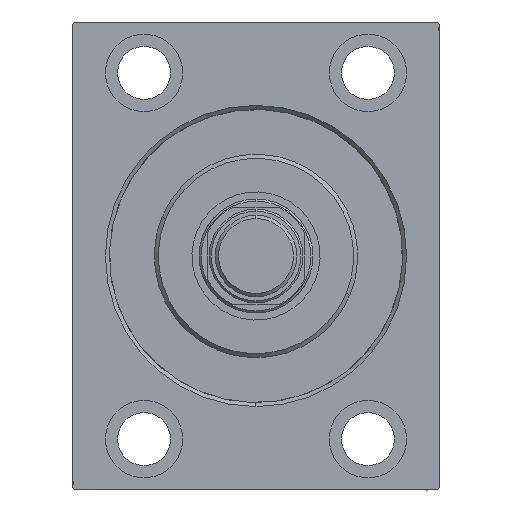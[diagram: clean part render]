
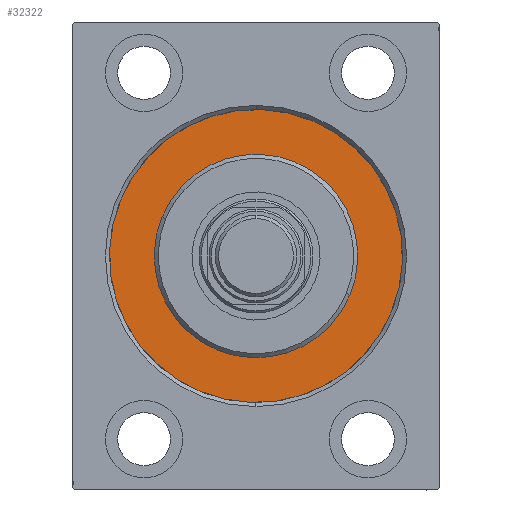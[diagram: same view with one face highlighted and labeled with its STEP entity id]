
A CAD part, left-side view. The second image highlights one B-rep face of the part: STEP entity #32322.
In plain terms, the highlighted face is planar.
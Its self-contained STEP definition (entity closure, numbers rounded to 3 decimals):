
#620 = EDGE_LOOP ( 'NONE', ( #9127, #21369 ) ) ;
#645 = CARTESIAN_POINT ( 'NONE',  ( 0., 0., 0. ) ) ;
#675 = CIRCLE ( 'NONE', #25845, 25. ) ;
#1094 = AXIS2_PLACEMENT_3D ( 'NONE', #9918, #16693, #27274 ) ;
#4829 = EDGE_CURVE ( 'NONE', #32330, #37958, #34193, .T. ) ;
#6609 = EDGE_CURVE ( 'NONE', #41129, #12987, #675, .T. ) ;
#7163 = DIRECTION ( 'NONE',  ( -1., 0., 0. ) ) ;
#7967 = CARTESIAN_POINT ( 'NONE',  ( 0., 0., -25. ) ) ;
#8471 = AXIS2_PLACEMENT_3D ( 'NONE', #27420, #23819, #44541 ) ;
#9127 = ORIENTED_EDGE ( 'NONE', *, *, #4829, .F. ) ;
#9565 = DIRECTION ( 'NONE',  ( 1., 0., 0. ) ) ;
#9918 = CARTESIAN_POINT ( 'NONE',  ( 0., 0., 0. ) ) ;
#10214 = EDGE_CURVE ( 'NONE', #37958, #32330, #42181, .T. ) ;
#12987 = VERTEX_POINT ( 'NONE', #7967 ) ;
#13919 = FACE_BOUND ( 'NONE', #30751, .T. ) ;
#16068 = ORIENTED_EDGE ( 'NONE', *, *, #6609, .F. ) ;
#16693 = DIRECTION ( 'NONE',  ( -1., 0., 0. ) ) ;
#17762 = FACE_OUTER_BOUND ( 'NONE', #620, .T. ) ;
#20465 = CARTESIAN_POINT ( 'NONE',  ( 0., 0., -36. ) ) ;
#21369 = ORIENTED_EDGE ( 'NONE', *, *, #10214, .F. ) ;
#22091 = AXIS2_PLACEMENT_3D ( 'NONE', #645, #7163, #30599 ) ;
#23819 = DIRECTION ( 'NONE',  ( 1., 0., 0. ) ) ;
#25751 = CIRCLE ( 'NONE', #8471, 25. ) ;
#25845 = AXIS2_PLACEMENT_3D ( 'NONE', #29407, #9565, #26704 ) ;
#26694 = CARTESIAN_POINT ( 'NONE',  ( 0., 0., 0. ) ) ;
#26704 = DIRECTION ( 'NONE',  ( 0., 0., -1. ) ) ;
#27274 = DIRECTION ( 'NONE',  ( 0., 0., 1. ) ) ;
#27420 = CARTESIAN_POINT ( 'NONE',  ( 0., 0., 0. ) ) ;
#27514 = CARTESIAN_POINT ( 'NONE',  ( 0., 0., 25. ) ) ;
#29407 = CARTESIAN_POINT ( 'NONE',  ( 0., 0., 0. ) ) ;
#30599 = DIRECTION ( 'NONE',  ( 0., 0., 1. ) ) ;
#30751 = EDGE_LOOP ( 'NONE', ( #16068, #39634 ) ) ;
#32322 = ADVANCED_FACE ( 'NONE', ( #13919, #17762 ), #34662, .F. ) ;
#32330 = VERTEX_POINT ( 'NONE', #20465 ) ;
#33231 = DIRECTION ( 'NONE',  ( -1., 0., 0. ) ) ;
#34193 = CIRCLE ( 'NONE', #1094, 36. ) ;
#34509 = EDGE_CURVE ( 'NONE', #12987, #41129, #25751, .T. ) ;
#34662 = PLANE ( 'NONE',  #22091 ) ;
#35679 = AXIS2_PLACEMENT_3D ( 'NONE', #26694, #33231, #43579 ) ;
#37958 = VERTEX_POINT ( 'NONE', #38935 ) ;
#38935 = CARTESIAN_POINT ( 'NONE',  ( 0., 0., 36. ) ) ;
#39634 = ORIENTED_EDGE ( 'NONE', *, *, #34509, .F. ) ;
#41129 = VERTEX_POINT ( 'NONE', #27514 ) ;
#42181 = CIRCLE ( 'NONE', #35679, 36. ) ;
#43579 = DIRECTION ( 'NONE',  ( 0., 0., 1. ) ) ;
#44541 = DIRECTION ( 'NONE',  ( 0., 0., -1. ) ) ;
